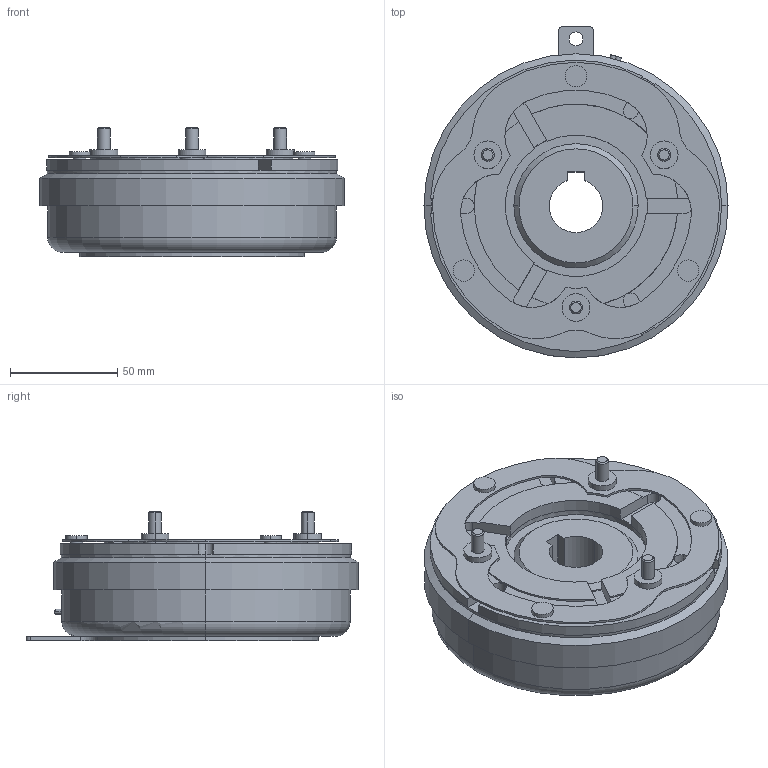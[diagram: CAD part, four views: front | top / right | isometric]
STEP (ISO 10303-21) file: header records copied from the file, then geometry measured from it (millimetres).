
FILE_DESCRIPTION (( 'STEP AP203' ), '1' );
FILE_NAME ('VCEH 5_23657500(１体）.STEP', '2016-03-14T04:07:41', ( ' ' ), ( '' ), 'SwSTEP 2.0', 'SolidWorks 2009', '' );
FILE_SCHEMA (( 'CONFIG_CONTROL_DESIGN' ));
Length unit declared in the file: millimetre
Products named in the file (1): VCEH 5_23657500(１体）
Bounding box: 142 x 155 x 60.4 mm (x, y, z)
Volume: 605546.3 mm3; surface area: 70624.1 mm2
Topology: 3 solids, 3 shells, 196 faces, 499 edges, 313 vertices
Faces by surface type: cylinder 113, plane 61, cone 12, torus 10
Entity records: 6062 total; most frequent: DIRECTION 1171, CARTESIAN_POINT 1001, ORIENTED_EDGE 982, EDGE_CURVE 491, AXIS2_PLACEMENT_3D 483, VERTEX_POINT 313, CIRCLE 286, EDGE_LOOP 224
